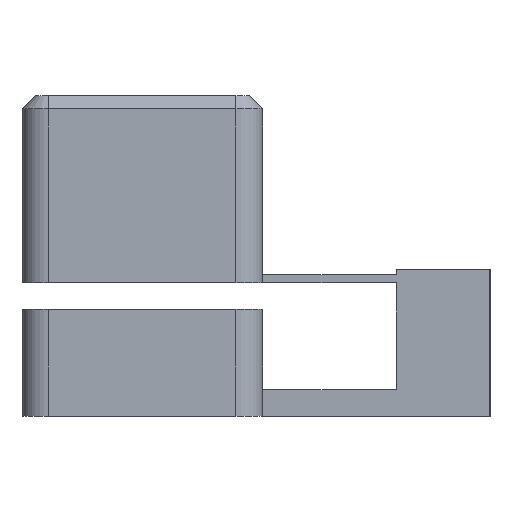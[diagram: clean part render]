
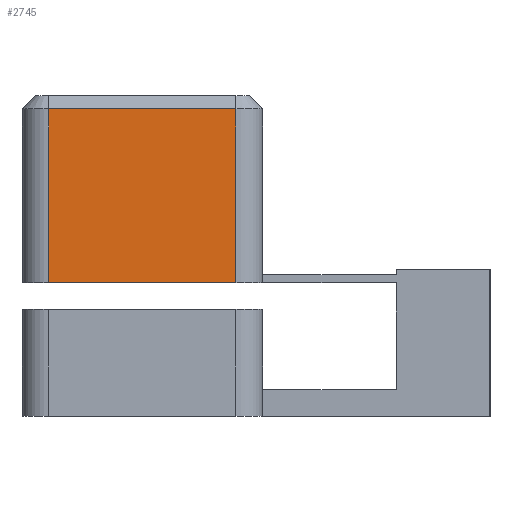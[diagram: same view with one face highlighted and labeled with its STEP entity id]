
A CAD part, left-side view. The second image highlights one B-rep face of the part: STEP entity #2745.
In plain terms, the highlighted planar face has unit normal (-1, 0, 0).
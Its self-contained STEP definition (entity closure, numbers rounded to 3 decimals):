
#211=FACE_OUTER_BOUND('',#362,.T.);
#362=EDGE_LOOP('',(#2243,#2244,#2245,#2246));
#640=LINE('',#4326,#979);
#659=LINE('',#4374,#998);
#660=LINE('',#4378,#999);
#661=LINE('',#4379,#1000);
#979=VECTOR('',#3387,10.);
#998=VECTOR('',#3438,10.);
#999=VECTOR('',#3443,10.);
#1000=VECTOR('',#3444,10.);
#1267=VERTEX_POINT('',#4316);
#1269=VERTEX_POINT('',#4322);
#1283=VERTEX_POINT('',#4373);
#1284=VERTEX_POINT('',#4377);
#1606=EDGE_CURVE('',#1267,#1269,#640,.T.);
#1629=EDGE_CURVE('',#1283,#1269,#659,.T.);
#1631=EDGE_CURVE('',#1284,#1267,#660,.T.);
#1632=EDGE_CURVE('',#1284,#1283,#661,.T.);
#2243=ORIENTED_EDGE('',*,*,#1606,.F.);
#2244=ORIENTED_EDGE('',*,*,#1631,.F.);
#2245=ORIENTED_EDGE('',*,*,#1632,.T.);
#2246=ORIENTED_EDGE('',*,*,#1629,.T.);
#2614=PLANE('',#2914);
#2745=ADVANCED_FACE('',(#211),#2614,.T.);
#2914=AXIS2_PLACEMENT_3D('',#4376,#3441,#3442);
#3387=DIRECTION('',(0.,-1.,0.));
#3438=DIRECTION('',(0.,0.,1.));
#3441=DIRECTION('center_axis',(-1.,0.,0.));
#3442=DIRECTION('ref_axis',(0.,-1.,0.));
#3443=DIRECTION('',(0.,0.,1.));
#3444=DIRECTION('',(0.,-1.,0.));
#4316=CARTESIAN_POINT('',(0.5,8.5,11.5));
#4322=CARTESIAN_POINT('',(0.5,1.5,11.5));
#4326=CARTESIAN_POINT('',(0.5,6.75,11.5));
#4373=CARTESIAN_POINT('',(0.5,1.5,5.));
#4374=CARTESIAN_POINT('',(0.5,1.5,5.));
#4376=CARTESIAN_POINT('Origin',(0.5,8.5,5.));
#4377=CARTESIAN_POINT('',(0.5,8.5,5.));
#4378=CARTESIAN_POINT('',(0.5,8.5,5.));
#4379=CARTESIAN_POINT('',(0.5,8.5,5.));
